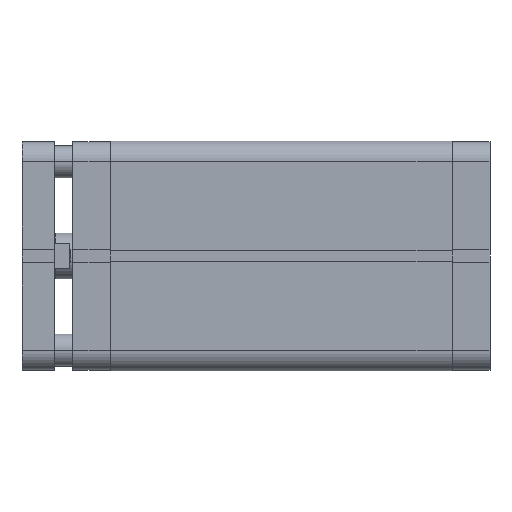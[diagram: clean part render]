
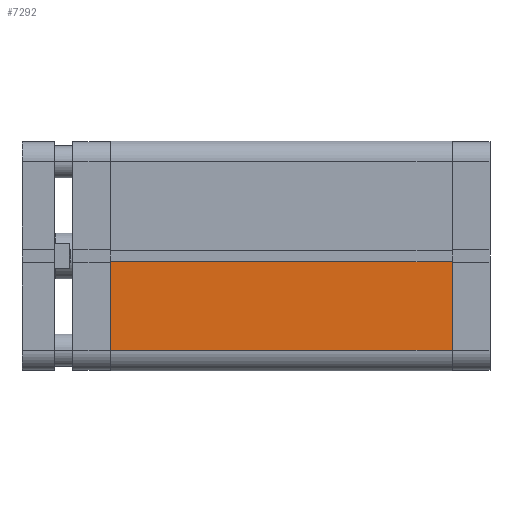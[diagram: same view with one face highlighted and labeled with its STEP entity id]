
A CAD part, front view. The second image highlights one B-rep face of the part: STEP entity #7292.
In plain terms, the highlighted face is planar.
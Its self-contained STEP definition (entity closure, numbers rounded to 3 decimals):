
#650 = ORIENTED_EDGE ( 'NONE', *, *, #8540, .T. ) ;
#651 = ORIENTED_EDGE ( 'NONE', *, *, #8463, .F. ) ;
#652 = ORIENTED_EDGE ( 'NONE', *, *, #8541, .F. ) ;
#653 = ORIENTED_EDGE ( 'NONE', *, *, #8510, .T. ) ;
#1825 = EDGE_LOOP ( 'NONE', ( #653, #652, #651, #650 ) ) ;
#1935 = CARTESIAN_POINT ( 'NONE',  ( 50., -2.6, 0. ) ) ;
#2060 = CARTESIAN_POINT ( 'NONE',  ( 50., -41., 148.5 ) ) ;
#2157 = CARTESIAN_POINT ( 'NONE',  ( 50., -2.6, 148.5 ) ) ;
#2200 = CARTESIAN_POINT ( 'NONE',  ( 50., -41., 0. ) ) ;
#2569 = VERTEX_POINT ( 'NONE', #2060 ) ;
#2702 = VERTEX_POINT ( 'NONE', #2157 ) ;
#2767 = VERTEX_POINT ( 'NONE', #1935 ) ;
#2796 = VERTEX_POINT ( 'NONE', #2200 ) ;
#3196 = PLANE ( 'NONE',  #7790 ) ;
#3199 = CARTESIAN_POINT ( 'NONE',  ( 50., -2.6, 148.5 ) ) ;
#3205 = DIRECTION ( 'NONE',  ( -1., 0., 0. ) ) ;
#3206 = DIRECTION ( 'NONE',  ( 0., -1., 0. ) ) ;
#4158 = FACE_OUTER_BOUND ( 'NONE', #1825, .T. ) ;
#6036 = CARTESIAN_POINT ( 'NONE',  ( 50., -2.6, 148.5 ) ) ;
#6037 = DIRECTION ( 'NONE',  ( 0., 1., 0. ) ) ;
#6140 = CARTESIAN_POINT ( 'NONE',  ( 50., -2.6, 0. ) ) ;
#6143 = DIRECTION ( 'NONE',  ( 0., 1., 0. ) ) ;
#6208 = CARTESIAN_POINT ( 'NONE',  ( 50., -41., 148.5 ) ) ;
#6209 = DIRECTION ( 'NONE',  ( 0., 0., -1. ) ) ;
#6210 = CARTESIAN_POINT ( 'NONE',  ( 50., -2.6, 148.5 ) ) ;
#6211 = DIRECTION ( 'NONE',  ( 0., 0., -1. ) ) ;
#6409 = LINE ( 'NONE', #6036, #6416 ) ;
#6416 = VECTOR ( 'NONE', #6037, 1000. ) ;
#6510 = LINE ( 'NONE', #6140, #6514 ) ;
#6514 = VECTOR ( 'NONE', #6143, 1000. ) ;
#6567 = LINE ( 'NONE', #6208, #6568 ) ;
#6568 = VECTOR ( 'NONE', #6209, 1000. ) ;
#6569 = LINE ( 'NONE', #6210, #6570 ) ;
#6570 = VECTOR ( 'NONE', #6211, 1000. ) ;
#7292 = ADVANCED_FACE ( 'NONE', ( #4158 ), #3196, .F. ) ;
#7790 = AXIS2_PLACEMENT_3D ( 'NONE', #3199, #3205, #3206 ) ;
#8463 = EDGE_CURVE ( 'NONE', #2569, #2702, #6409, .T. ) ;
#8510 = EDGE_CURVE ( 'NONE', #2796, #2767, #6510, .T. ) ;
#8540 = EDGE_CURVE ( 'NONE', #2569, #2796, #6567, .T. ) ;
#8541 = EDGE_CURVE ( 'NONE', #2702, #2767, #6569, .T. ) ;
